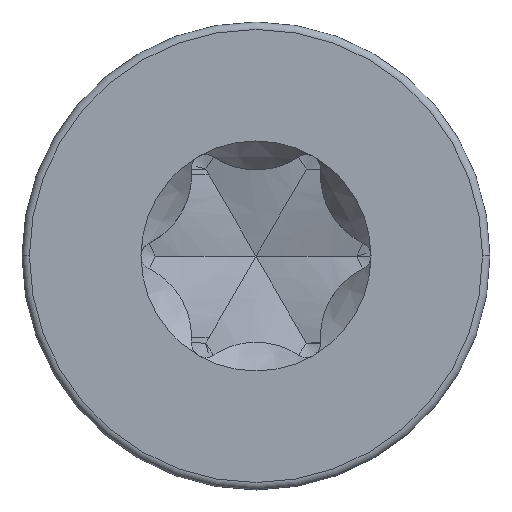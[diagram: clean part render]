
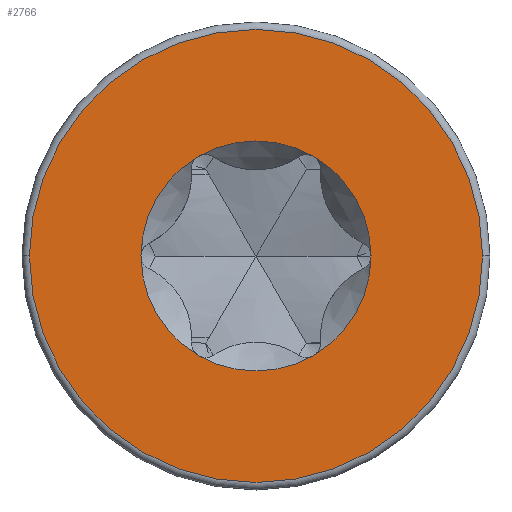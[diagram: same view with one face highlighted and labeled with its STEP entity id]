
A CAD part, top view. The second image highlights one B-rep face of the part: STEP entity #2766.
In plain terms, the highlighted planar face has unit normal (0, 0, 1).
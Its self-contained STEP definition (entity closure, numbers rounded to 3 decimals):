
#46 = CIRCLE ( 'NONE', #377, 1.155 ) ;
#53 = CARTESIAN_POINT ( 'NONE',  ( 0., 0., 0. ) ) ;
#77 = DIRECTION ( 'NONE',  ( 1., 0., 0. ) ) ;
#177 = ORIENTED_EDGE ( 'NONE', *, *, #2968, .T. ) ;
#204 = DIRECTION ( 'NONE',  ( 1., 0., 0. ) ) ;
#247 = VERTEX_POINT ( 'NONE', #2952 ) ;
#261 = DIRECTION ( 'NONE',  ( 0., 0., 1. ) ) ;
#274 = AXIS2_PLACEMENT_3D ( 'NONE', #1972, #1003, #77 ) ;
#377 = AXIS2_PLACEMENT_3D ( 'NONE', #2918, #2893, #1948 ) ;
#405 = CIRCLE ( 'NONE', #274, 2.275 ) ;
#422 = DIRECTION ( 'NONE',  ( 1., 0., 0. ) ) ;
#513 = CARTESIAN_POINT ( 'NONE',  ( 0., 0., 0. ) ) ;
#530 = CARTESIAN_POINT ( 'NONE',  ( 0., 0., 0. ) ) ;
#577 = ORIENTED_EDGE ( 'NONE', *, *, #1660, .F. ) ;
#634 = EDGE_CURVE ( 'NONE', #1062, #1748, #2092, .T. ) ;
#698 = CARTESIAN_POINT ( 'NONE',  ( 0.578, -1., 0. ) ) ;
#709 = ORIENTED_EDGE ( 'NONE', *, *, #2906, .F. ) ;
#732 = DIRECTION ( 'NONE',  ( 1., 0., 0. ) ) ;
#768 = AXIS2_PLACEMENT_3D ( 'NONE', #2172, #1692, #772 ) ;
#772 = DIRECTION ( 'NONE',  ( 1., 0., 0. ) ) ;
#904 = VERTEX_POINT ( 'NONE', #1323 ) ;
#969 = CARTESIAN_POINT ( 'NONE',  ( 1.155, 0., 0. ) ) ;
#999 = AXIS2_PLACEMENT_3D ( 'NONE', #53, #2371, #732 ) ;
#1003 = DIRECTION ( 'NONE',  ( 0., 0., 1. ) ) ;
#1062 = VERTEX_POINT ( 'NONE', #1405 ) ;
#1064 = CARTESIAN_POINT ( 'NONE',  ( 0., 0., 0. ) ) ;
#1091 = VERTEX_POINT ( 'NONE', #2095 ) ;
#1120 = ORIENTED_EDGE ( 'NONE', *, *, #2686, .F. ) ;
#1152 = AXIS2_PLACEMENT_3D ( 'NONE', #1637, #261, #1877 ) ;
#1209 = CIRCLE ( 'NONE', #999, 2.275 ) ;
#1217 = DIRECTION ( 'NONE',  ( 1., 0., 0. ) ) ;
#1231 = EDGE_LOOP ( 'NONE', ( #1120, #1401, #1527, #1653, #709, #577 ) ) ;
#1234 = AXIS2_PLACEMENT_3D ( 'NONE', #530, #1941, #1217 ) ;
#1293 = DIRECTION ( 'NONE',  ( 0., 0., 1. ) ) ;
#1323 = CARTESIAN_POINT ( 'NONE',  ( 0.578, 1., 0. ) ) ;
#1401 = ORIENTED_EDGE ( 'NONE', *, *, #3022, .F. ) ;
#1405 = CARTESIAN_POINT ( 'NONE',  ( -1.155, 0., 0. ) ) ;
#1434 = CARTESIAN_POINT ( 'NONE',  ( -0.577, -1., 0. ) ) ;
#1527 = ORIENTED_EDGE ( 'NONE', *, *, #634, .F. ) ;
#1569 = AXIS2_PLACEMENT_3D ( 'NONE', #3020, #3002, #422 ) ;
#1581 = VERTEX_POINT ( 'NONE', #969 ) ;
#1637 = CARTESIAN_POINT ( 'NONE',  ( 0., 0., 0. ) ) ;
#1653 = ORIENTED_EDGE ( 'NONE', *, *, #2059, .F. ) ;
#1660 = EDGE_CURVE ( 'NONE', #1581, #904, #2278, .T. ) ;
#1692 = DIRECTION ( 'NONE',  ( 0., 0., 1. ) ) ;
#1748 = VERTEX_POINT ( 'NONE', #1434 ) ;
#1877 = DIRECTION ( 'NONE',  ( 1., 0., 0. ) ) ;
#1941 = DIRECTION ( 'NONE',  ( 0., 0., 1. ) ) ;
#1948 = DIRECTION ( 'NONE',  ( 1., 0., 0. ) ) ;
#1972 = CARTESIAN_POINT ( 'NONE',  ( 0., 0., 0. ) ) ;
#1985 = PLANE ( 'NONE',  #2993 ) ;
#2059 = EDGE_CURVE ( 'NONE', #247, #1062, #2793, .T. ) ;
#2072 = AXIS2_PLACEMENT_3D ( 'NONE', #513, #2639, #2856 ) ;
#2092 = CIRCLE ( 'NONE', #1234, 1.155 ) ;
#2095 = CARTESIAN_POINT ( 'NONE',  ( -2.275, 0., 0. ) ) ;
#2172 = CARTESIAN_POINT ( 'NONE',  ( 0., 0., 0. ) ) ;
#2204 = FACE_OUTER_BOUND ( 'NONE', #2741, .T. ) ;
#2212 = VERTEX_POINT ( 'NONE', #698 ) ;
#2255 = ORIENTED_EDGE ( 'NONE', *, *, #2791, .T. ) ;
#2278 = CIRCLE ( 'NONE', #2072, 1.155 ) ;
#2337 = FACE_BOUND ( 'NONE', #1231, .T. ) ;
#2371 = DIRECTION ( 'NONE',  ( 0., 0., 1. ) ) ;
#2478 = VERTEX_POINT ( 'NONE', #2566 ) ;
#2566 = CARTESIAN_POINT ( 'NONE',  ( 2.275, 0., 0. ) ) ;
#2606 = CIRCLE ( 'NONE', #768, 1.155 ) ;
#2639 = DIRECTION ( 'NONE',  ( 0., 0., 1. ) ) ;
#2686 = EDGE_CURVE ( 'NONE', #2212, #1581, #46, .T. ) ;
#2690 = CIRCLE ( 'NONE', #1152, 1.155 ) ;
#2741 = EDGE_LOOP ( 'NONE', ( #177, #2255 ) ) ;
#2766 = ADVANCED_FACE ( 'NONE', ( #2204, #2337 ), #1985, .T. ) ;
#2791 = EDGE_CURVE ( 'NONE', #1091, #2478, #1209, .T. ) ;
#2793 = CIRCLE ( 'NONE', #1569, 1.155 ) ;
#2856 = DIRECTION ( 'NONE',  ( 1., 0., 0. ) ) ;
#2893 = DIRECTION ( 'NONE',  ( 0., 0., 1. ) ) ;
#2906 = EDGE_CURVE ( 'NONE', #904, #247, #2690, .T. ) ;
#2918 = CARTESIAN_POINT ( 'NONE',  ( 0., 0., 0. ) ) ;
#2952 = CARTESIAN_POINT ( 'NONE',  ( -0.578, 1., 0. ) ) ;
#2968 = EDGE_CURVE ( 'NONE', #2478, #1091, #405, .T. ) ;
#2993 = AXIS2_PLACEMENT_3D ( 'NONE', #1064, #1293, #204 ) ;
#3002 = DIRECTION ( 'NONE',  ( 0., 0., 1. ) ) ;
#3020 = CARTESIAN_POINT ( 'NONE',  ( 0., 0., 0. ) ) ;
#3022 = EDGE_CURVE ( 'NONE', #1748, #2212, #2606, .T. ) ;
